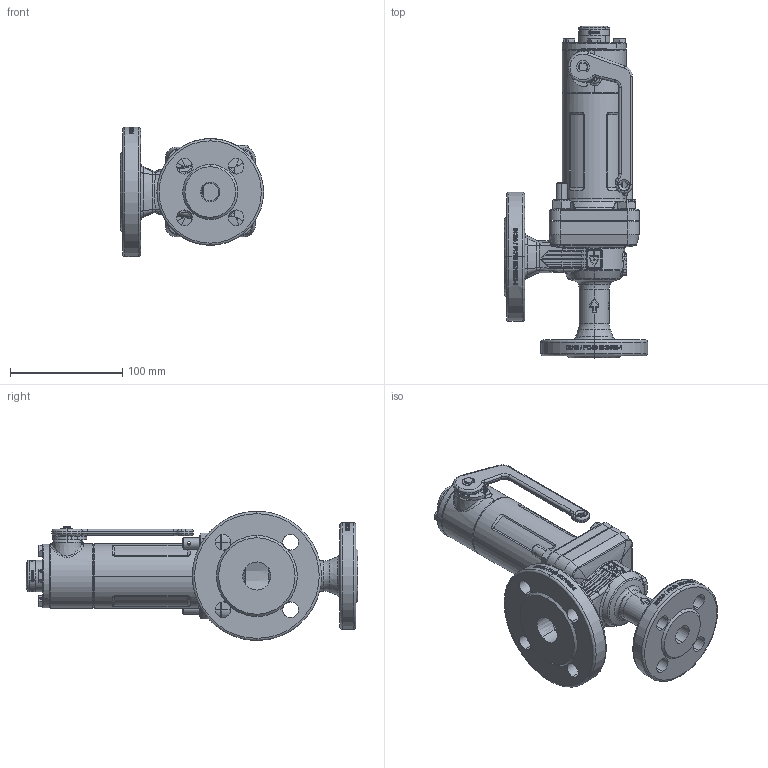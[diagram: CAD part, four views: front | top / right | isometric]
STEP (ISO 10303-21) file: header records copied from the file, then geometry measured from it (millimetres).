
FILE_DESCRIPTION (( 'STEP AP214' ), '1' );
FILE_NAME ('455TGFL_15_FLFL_1525_MD.STEP', '2020-07-08T10:51:29', ( '' ), ( '' ), 'SwSTEP 2.0', 'SolidWorks 2018', '' );
FILE_SCHEMA (( 'AUTOMOTIVE_DESIGN' ));
Length unit declared in the file: millimetre
Products named in the file (2): 455TGFL_15_FLFL_1525_MD
Bounding box: 127.5 x 295.45 x 115 mm (x, y, z)
Volume: 609538.8 mm3; surface area: 206875.3 mm2
Topology: 21 solids, 21 shells, 2032 faces, 5512 edges, 3697 vertices
Faces by surface type: bspline 580, cylinder 565, plane 525, cone 225, torus 116, sphere 21
Entity records: 148921 total; most frequent: CARTESIAN_POINT 79097, ORIENTED_EDGE 10940, DIRECTION 8302, EDGE_CURVE 5470, VERTEX_POINT 3695, AXIS2_PLACEMENT_3D 3345, EDGE_LOOP 2325, UNCERTAINTY_MEASURE_WITH_UNIT 2043
